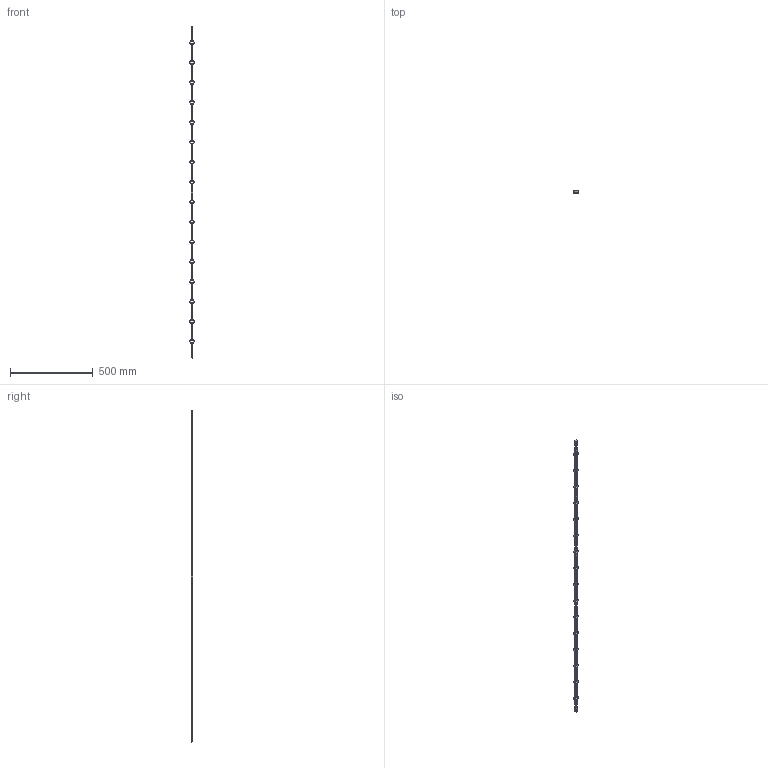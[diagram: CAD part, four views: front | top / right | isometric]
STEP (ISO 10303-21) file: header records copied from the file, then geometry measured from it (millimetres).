
FILE_DESCRIPTION (( 'STEP AP203' ), '1' );
FILE_NAME ('1360-7.step', '2022-05-02T13:04:10', ( '' ), ( '' ), 'SwSTEP 2.0', 'SolidWorks 2018', '' );
FILE_SCHEMA (( 'CONFIG_CONTROL_DESIGN' ));
Length unit declared in the file: millimetre
Products named in the file (1): 1360-7
Bounding box: 25.91 x 12 x 2000 mm (x, y, z)
Volume: 304586.1 mm3; surface area: 110314.8 mm2
Topology: 1 solids, 1 shells, 352 faces, 990 edges, 660 vertices
Faces by surface type: plane 220, bspline 100, cylinder 32
Entity records: 15959 total; most frequent: CARTESIAN_POINT 7343, ORIENTED_EDGE 1980, DIRECTION 1360, EDGE_CURVE 990, LINE 726, VECTOR 726, VERTEX_POINT 660, EDGE_LOOP 404
